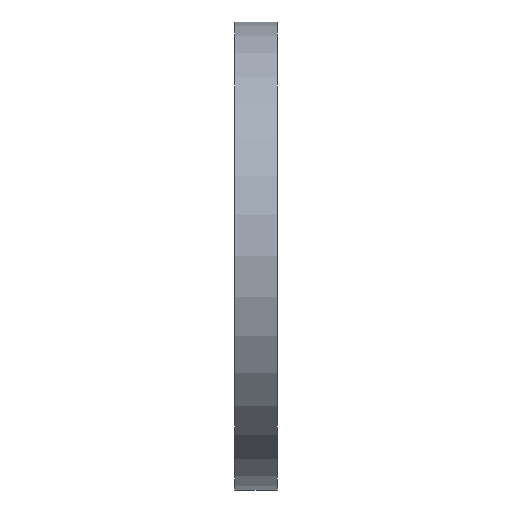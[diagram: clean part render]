
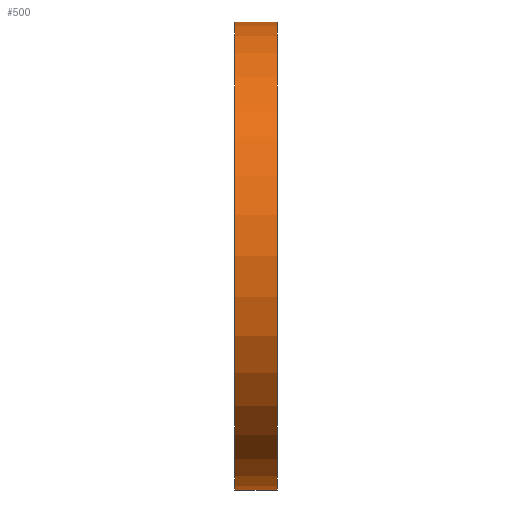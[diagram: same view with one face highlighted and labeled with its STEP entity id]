
A CAD part, left-side view. The second image highlights one B-rep face of the part: STEP entity #500.
In plain terms, the highlighted cylindrical face has radius 110 mm (diameter 220 mm), a partial arc.
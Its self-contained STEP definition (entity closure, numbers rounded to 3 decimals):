
#15 = ORIENTED_EDGE ( 'NONE', *, *, #488, .F. ) ;
#16 = LINE ( 'NONE', #259, #281 ) ;
#24 = EDGE_LOOP ( 'NONE', ( #152, #15, #360, #543 ) ) ;
#44 = CARTESIAN_POINT ( 'NONE',  ( 0., 20., -110. ) ) ;
#93 = VERTEX_POINT ( 'NONE', #422 ) ;
#97 = CARTESIAN_POINT ( 'NONE',  ( 0., 20., 110. ) ) ;
#117 = DIRECTION ( 'NONE',  ( 0., 1., 0. ) ) ;
#123 = DIRECTION ( 'NONE',  ( 0., 0., 1. ) ) ;
#152 = ORIENTED_EDGE ( 'NONE', *, *, #353, .F. ) ;
#166 = LINE ( 'NONE', #97, #539 ) ;
#172 = FACE_OUTER_BOUND ( 'NONE', #24, .T. ) ;
#220 = CIRCLE ( 'NONE', #262, 110. ) ;
#229 = DIRECTION ( 'NONE',  ( 0., 0., 1. ) ) ;
#259 = CARTESIAN_POINT ( 'NONE',  ( 0., 20., -110. ) ) ;
#262 = AXIS2_PLACEMENT_3D ( 'NONE', #476, #117, #123 ) ;
#281 = VECTOR ( 'NONE', #494, 1000. ) ;
#288 = DIRECTION ( 'NONE',  ( 0., 1., 0. ) ) ;
#294 = CARTESIAN_POINT ( 'NONE',  ( 0., 20., 0. ) ) ;
#352 = VERTEX_POINT ( 'NONE', #744 ) ;
#353 = EDGE_CURVE ( 'NONE', #352, #435, #166, .T. ) ;
#360 = ORIENTED_EDGE ( 'NONE', *, *, #640, .T. ) ;
#412 = CYLINDRICAL_SURFACE ( 'NONE', #763, 110. ) ;
#415 = VERTEX_POINT ( 'NONE', #44 ) ;
#422 = CARTESIAN_POINT ( 'NONE',  ( 0., 0., -110. ) ) ;
#425 = CARTESIAN_POINT ( 'NONE',  ( 0., 20., 0. ) ) ;
#435 = VERTEX_POINT ( 'NONE', #580 ) ;
#476 = CARTESIAN_POINT ( 'NONE',  ( 0., 0., 0. ) ) ;
#488 = EDGE_CURVE ( 'NONE', #415, #352, #607, .T. ) ;
#494 = DIRECTION ( 'NONE',  ( 0., -1., 0. ) ) ;
#500 = ADVANCED_FACE ( 'NONE', ( #172 ), #412, .T. ) ;
#503 = EDGE_CURVE ( 'NONE', #93, #435, #220, .T. ) ;
#539 = VECTOR ( 'NONE', #690, 1000. ) ;
#541 = DIRECTION ( 'NONE',  ( 0., 0., -1. ) ) ;
#543 = ORIENTED_EDGE ( 'NONE', *, *, #503, .T. ) ;
#569 = AXIS2_PLACEMENT_3D ( 'NONE', #425, #288, #229 ) ;
#580 = CARTESIAN_POINT ( 'NONE',  ( 0., 0., 110. ) ) ;
#607 = CIRCLE ( 'NONE', #569, 110. ) ;
#640 = EDGE_CURVE ( 'NONE', #415, #93, #16, .T. ) ;
#690 = DIRECTION ( 'NONE',  ( 0., -1., 0. ) ) ;
#744 = CARTESIAN_POINT ( 'NONE',  ( 0., 20., 110. ) ) ;
#759 = DIRECTION ( 'NONE',  ( 0., -1., 0. ) ) ;
#763 = AXIS2_PLACEMENT_3D ( 'NONE', #294, #759, #541 ) ;
